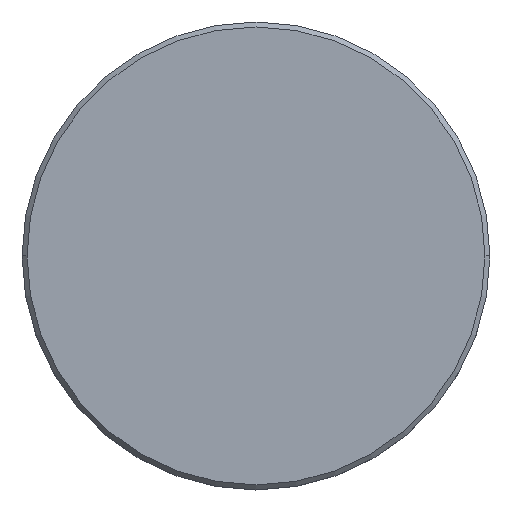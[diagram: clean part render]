
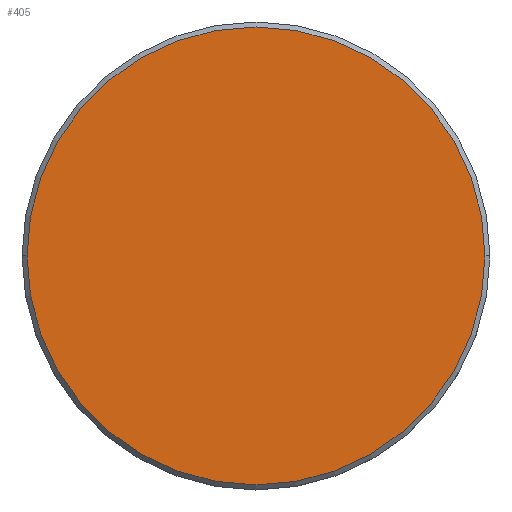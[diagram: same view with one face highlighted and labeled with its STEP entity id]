
A CAD part, top view. The second image highlights one B-rep face of the part: STEP entity #405.
In plain terms, the highlighted planar face has unit normal (0, 0, 1).
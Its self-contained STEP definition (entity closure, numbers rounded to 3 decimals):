
#41 = AXIS2_PLACEMENT_3D ( 'NONE', #889, #64, #799 ) ;
#58 = AXIS2_PLACEMENT_3D ( 'NONE', #709, #891, #175 ) ;
#64 = DIRECTION ( 'NONE',  ( 0., 0., 1. ) ) ;
#78 = CIRCLE ( 'NONE', #58, 23. ) ;
#86 = ORIENTED_EDGE ( 'NONE', *, *, #843, .T. ) ;
#175 = DIRECTION ( 'NONE',  ( 1., 0., 0. ) ) ;
#230 = CARTESIAN_POINT ( 'NONE',  ( 23., 0., 0. ) ) ;
#343 = CIRCLE ( 'NONE', #711, 23. ) ;
#405 = ADVANCED_FACE ( 'NONE', ( #453 ), #893, .T. ) ;
#453 = FACE_OUTER_BOUND ( 'NONE', #736, .T. ) ;
#455 = DIRECTION ( 'NONE',  ( 1., 0., 0. ) ) ;
#592 = VERTEX_POINT ( 'NONE', #230 ) ;
#632 = DIRECTION ( 'NONE',  ( 0., 0., 1. ) ) ;
#709 = CARTESIAN_POINT ( 'NONE',  ( 0., 0., 0. ) ) ;
#711 = AXIS2_PLACEMENT_3D ( 'NONE', #1003, #632, #455 ) ;
#736 = EDGE_LOOP ( 'NONE', ( #86, #1080 ) ) ;
#799 = DIRECTION ( 'NONE',  ( 1., 0., 0. ) ) ;
#811 = EDGE_CURVE ( 'NONE', #592, #984, #343, .T. ) ;
#843 = EDGE_CURVE ( 'NONE', #984, #592, #78, .T. ) ;
#889 = CARTESIAN_POINT ( 'NONE',  ( 0., 0., 0. ) ) ;
#891 = DIRECTION ( 'NONE',  ( 0., 0., 1. ) ) ;
#893 = PLANE ( 'NONE',  #41 ) ;
#933 = CARTESIAN_POINT ( 'NONE',  ( -23., 0., 0. ) ) ;
#984 = VERTEX_POINT ( 'NONE', #933 ) ;
#1003 = CARTESIAN_POINT ( 'NONE',  ( 0., 0., 0. ) ) ;
#1080 = ORIENTED_EDGE ( 'NONE', *, *, #811, .T. ) ;
